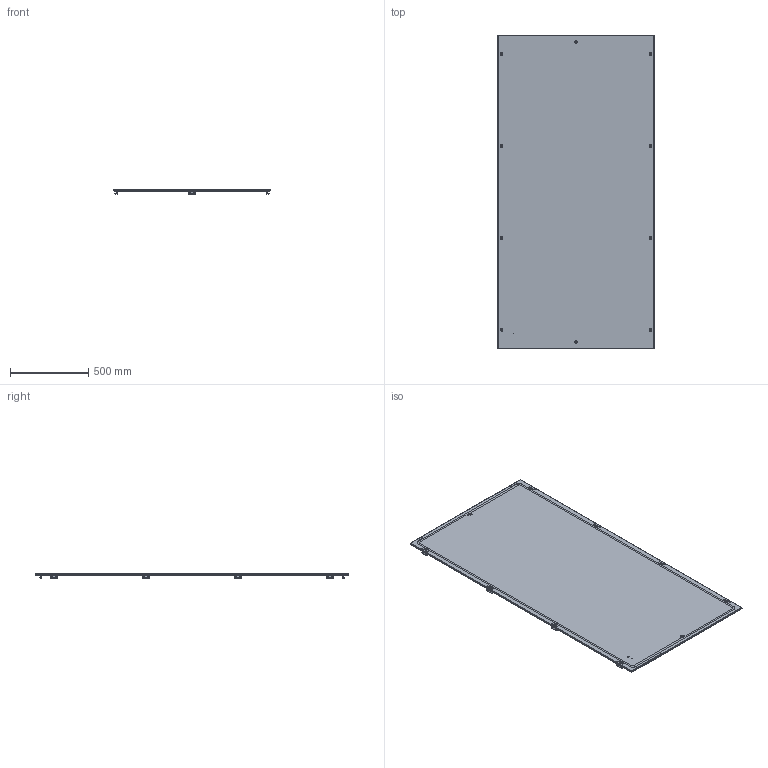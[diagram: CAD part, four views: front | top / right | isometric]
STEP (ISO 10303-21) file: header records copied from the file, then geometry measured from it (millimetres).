
FILE_DESCRIPTION (( 'STEP AP203' ), '1' );
FILE_NAME ('YKM40D-FO-FP-200-100-54 ÀÃÈÅ 275.02.000 Ïàíåëü çàäíÿÿ 2000õ1000.STEP', '2020-12-15T08:20:19', ( '' ), ( '' ), 'SwSTEP 2.0', 'SolidWorks 2017', '' );
FILE_SCHEMA (( 'CONFIG_CONTROL_DESIGN' ));
Length unit declared in the file: millimetre
Products named in the file (1): YKM40D-FO-FP-200-100-54  ÀÃÈÅ 275.02.000 Ïàíåëü çàäíÿÿ 2000õ1000
Bounding box: 995 x 2000 x 35.85 mm (x, y, z)
Volume: 3421509.1 mm3; surface area: 4461616.5 mm2
Topology: 46 solids, 46 shells, 1765 faces, 4557 edges, 2895 vertices
Faces by surface type: plane 789, cylinder 743, cone 181, bspline 48, torus 4
Full cylindrical faces by diameter (mm): 1 x1, 3.4 x1, 5 x28, 6 x12, 6.5 x4, 8 x3, 9.5 x1, 11 x26, 12 x1
Entity records: 57375 total; most frequent: CARTESIAN_POINT 14705, DIRECTION 9177, ORIENTED_EDGE 8582, EDGE_CURVE 4291, AXIS2_PLACEMENT_3D 3419, VERTEX_POINT 2815, VECTOR 2339, LINE 2339
